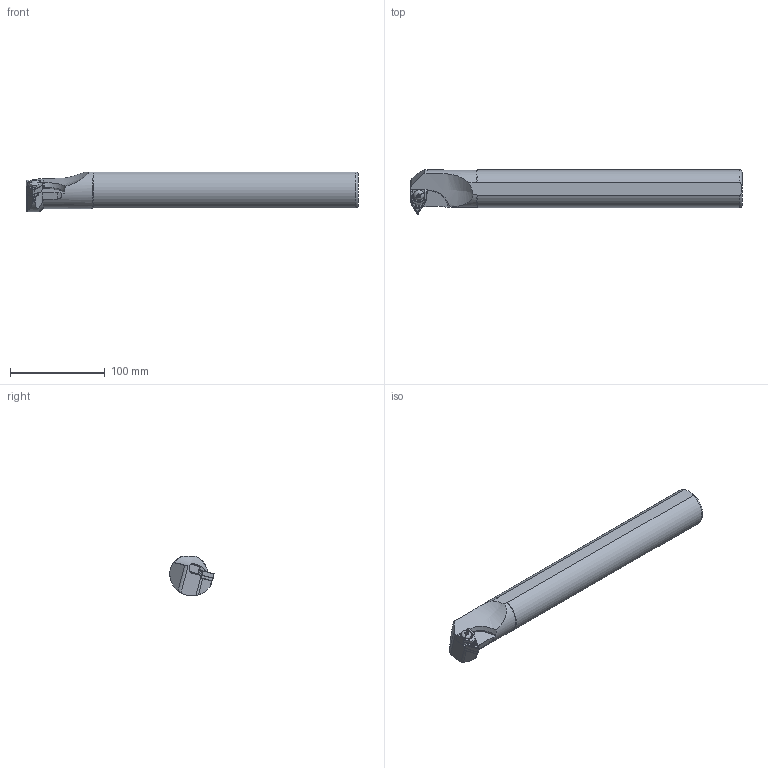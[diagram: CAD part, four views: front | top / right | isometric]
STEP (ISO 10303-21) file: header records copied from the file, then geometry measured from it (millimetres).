
FILE_DESCRIPTION (( 'STEP AP214' ), '1' );
FILE_NAME ('S40U-MT-NR-16-LIGHT.STP', '2023-10-25T11:11:13', ( '' ), ( '' ), 'SwSTEP 2.0', 'SolidWorks 2018', '' );
FILE_SCHEMA (( 'AUTOMOTIVE_DESIGN' ));
Length unit declared in the file: millimetre
Products named in the file (1): S40U-MT-NR-16-LIGHT
Bounding box: 350.35 x 47 x 42 mm (x, y, z)
Volume: 410742.7 mm3; surface area: 47023.4 mm2
Topology: 2 solids, 3 shells, 236 faces, 598 edges, 369 vertices
Faces by surface type: plane 108, cylinder 62, cone 32, torus 21, bspline 11, sphere 2
Entity records: 9900 total; most frequent: CARTESIAN_POINT 3317, ORIENTED_EDGE 1180, DIRECTION 1094, EDGE_CURVE 590, AXIS2_PLACEMENT_3D 401, VERTEX_POINT 369, LINE 292, VECTOR 292
